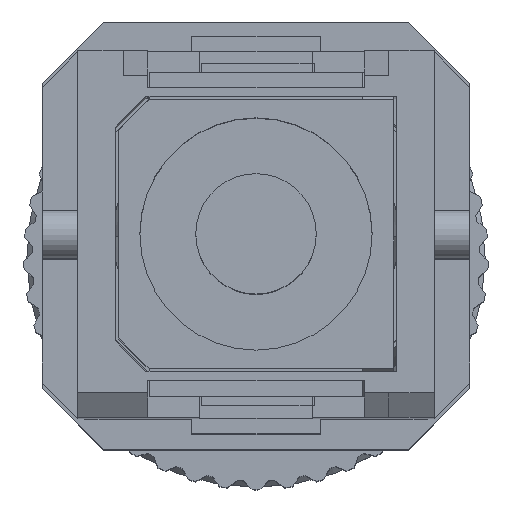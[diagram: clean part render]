
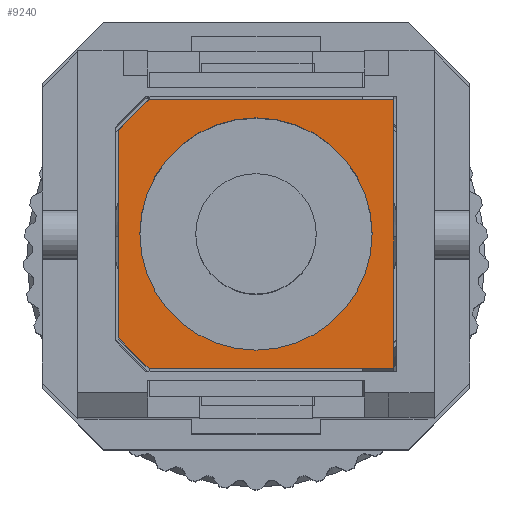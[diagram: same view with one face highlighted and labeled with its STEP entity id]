
A CAD part, top view. The second image highlights one B-rep face of the part: STEP entity #9240.
In plain terms, the highlighted face is planar.
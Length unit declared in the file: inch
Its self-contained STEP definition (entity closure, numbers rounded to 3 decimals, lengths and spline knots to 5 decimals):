
#4 = CARTESIAN_POINT ( 'NONE',  ( -0.11, 0.296, 0.1125 ) ) ;
#493 = CARTESIAN_POINT ( 'NONE',  ( -0.11, 0.296, -0.0875 ) ) ;
#715 = VERTEX_POINT ( 'NONE', #18828 ) ;
#1226 = CARTESIAN_POINT ( 'NONE',  ( 0.11, 0.296, -0.0875 ) ) ;
#1387 = EDGE_CURVE ( 'NONE', #20582, #715, #20273, .T. ) ;
#1918 = DIRECTION ( 'NONE',  ( 0., 1., 0. ) ) ;
#2446 = AXIS2_PLACEMENT_3D ( 'NONE', #21972, #16809, #20348 ) ;
#2497 = AXIS2_PLACEMENT_3D ( 'NONE', #10782, #1918, #22371 ) ;
#2849 = CARTESIAN_POINT ( 'NONE',  ( 0.085, 0.296, -0.1125 ) ) ;
#3317 = VECTOR ( 'NONE', #21066, 39.37008 ) ;
#3441 = EDGE_CURVE ( 'NONE', #22053, #12198, #5381, .T. ) ;
#3642 = CARTESIAN_POINT ( 'NONE',  ( -0.11, 0.296, -0.1125 ) ) ;
#3951 = VERTEX_POINT ( 'NONE', #2849 ) ;
#4515 = DIRECTION ( 'NONE',  ( 1., 0., 0. ) ) ;
#4703 = CARTESIAN_POINT ( 'NONE',  ( 0., 0.296, -0.095 ) ) ;
#4741 = CIRCLE ( 'NONE', #2497, 0.095 ) ;
#4757 = VECTOR ( 'NONE', #19939, 39.37008 ) ;
#4768 = CARTESIAN_POINT ( 'NONE',  ( 0., 0.296, 0.095 ) ) ;
#4810 = EDGE_CURVE ( 'NONE', #7878, #10650, #10641, .T. ) ;
#5381 = LINE ( 'NONE', #8527, #3317 ) ;
#5514 = FACE_BOUND ( 'NONE', #10942, .T. ) ;
#6372 = LINE ( 'NONE', #13865, #7180 ) ;
#6501 = ORIENTED_EDGE ( 'NONE', *, *, #1387, .T. ) ;
#6620 = LINE ( 'NONE', #13760, #21160 ) ;
#6744 = VERTEX_POINT ( 'NONE', #4 ) ;
#7180 = VECTOR ( 'NONE', #4515, 39.37008 ) ;
#7192 = VECTOR ( 'NONE', #10925, 39.37008 ) ;
#7369 = DIRECTION ( 'NONE',  ( 0., 0., -1. ) ) ;
#7833 = ORIENTED_EDGE ( 'NONE', *, *, #10714, .T. ) ;
#7878 = VERTEX_POINT ( 'NONE', #4703 ) ;
#8527 = CARTESIAN_POINT ( 'NONE',  ( 0.11, 0.296, 0.1125 ) ) ;
#8671 = EDGE_CURVE ( 'NONE', #3951, #20582, #6620, .T. ) ;
#8982 = ORIENTED_EDGE ( 'NONE', *, *, #3441, .T. ) ;
#9240 = ADVANCED_FACE ( 'NONE', ( #5514, #12644 ), #14170, .F. ) ;
#10641 = CIRCLE ( 'NONE', #2446, 0.095 ) ;
#10650 = VERTEX_POINT ( 'NONE', #4768 ) ;
#10714 = EDGE_CURVE ( 'NONE', #12198, #3951, #23030, .T. ) ;
#10782 = CARTESIAN_POINT ( 'NONE',  ( 0., 0.296, 0. ) ) ;
#10925 = DIRECTION ( 'NONE',  ( -0.707, 0., -0.707 ) ) ;
#10942 = EDGE_LOOP ( 'NONE', ( #20789, #19034 ) ) ;
#12163 = LINE ( 'NONE', #19312, #12396 ) ;
#12198 = VERTEX_POINT ( 'NONE', #1226 ) ;
#12326 = CARTESIAN_POINT ( 'NONE',  ( -0.085, 0.296, -0.1125 ) ) ;
#12396 = VECTOR ( 'NONE', #13792, 39.37008 ) ;
#12644 = FACE_OUTER_BOUND ( 'NONE', #19992, .T. ) ;
#13227 = ORIENTED_EDGE ( 'NONE', *, *, #20094, .T. ) ;
#13760 = CARTESIAN_POINT ( 'NONE',  ( -0.11, 0.296, -0.1125 ) ) ;
#13764 = EDGE_CURVE ( 'NONE', #10650, #7878, #4741, .T. ) ;
#13792 = DIRECTION ( 'NONE',  ( 0., 0., 1. ) ) ;
#13865 = CARTESIAN_POINT ( 'NONE',  ( -0.11, 0.296, 0.1125 ) ) ;
#14170 = PLANE ( 'NONE',  #17599 ) ;
#14212 = ORIENTED_EDGE ( 'NONE', *, *, #8671, .T. ) ;
#16809 = DIRECTION ( 'NONE',  ( 0., 1., 0. ) ) ;
#17599 = AXIS2_PLACEMENT_3D ( 'NONE', #3642, #18018, #7369 ) ;
#18018 = DIRECTION ( 'NONE',  ( 0., -1., 0. ) ) ;
#18828 = CARTESIAN_POINT ( 'NONE',  ( -0.11, 0.296, -0.0875 ) ) ;
#18977 = CARTESIAN_POINT ( 'NONE',  ( 0.11, 0.296, 0.1125 ) ) ;
#19034 = ORIENTED_EDGE ( 'NONE', *, *, #4810, .F. ) ;
#19312 = CARTESIAN_POINT ( 'NONE',  ( -0.11, 0.296, 0.1125 ) ) ;
#19383 = ORIENTED_EDGE ( 'NONE', *, *, #22483, .T. ) ;
#19939 = DIRECTION ( 'NONE',  ( -0.707, 0., 0.707 ) ) ;
#19992 = EDGE_LOOP ( 'NONE', ( #8982, #7833, #14212, #6501, #13227, #19383 ) ) ;
#20094 = EDGE_CURVE ( 'NONE', #715, #6744, #12163, .T. ) ;
#20273 = LINE ( 'NONE', #493, #4757 ) ;
#20348 = DIRECTION ( 'NONE',  ( 0., 0., 1. ) ) ;
#20582 = VERTEX_POINT ( 'NONE', #12326 ) ;
#20789 = ORIENTED_EDGE ( 'NONE', *, *, #13764, .F. ) ;
#20912 = DIRECTION ( 'NONE',  ( -1., 0., 0. ) ) ;
#21066 = DIRECTION ( 'NONE',  ( 0., 0., -1. ) ) ;
#21160 = VECTOR ( 'NONE', #20912, 39.37008 ) ;
#21263 = CARTESIAN_POINT ( 'NONE',  ( 0.085, 0.296, -0.1125 ) ) ;
#21972 = CARTESIAN_POINT ( 'NONE',  ( 0., 0.296, 0. ) ) ;
#22053 = VERTEX_POINT ( 'NONE', #18977 ) ;
#22371 = DIRECTION ( 'NONE',  ( 0., 0., 1. ) ) ;
#22483 = EDGE_CURVE ( 'NONE', #6744, #22053, #6372, .T. ) ;
#23030 = LINE ( 'NONE', #21263, #7192 ) ;
